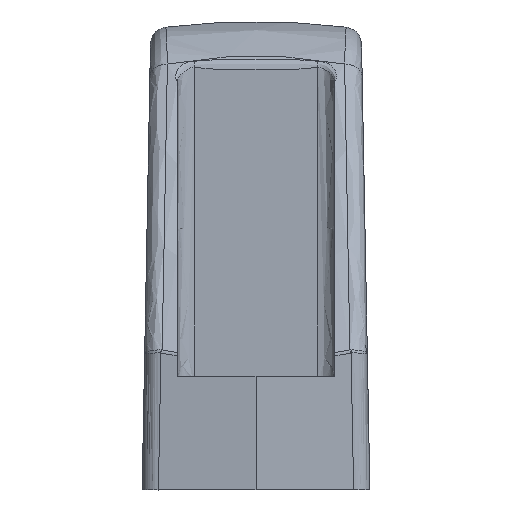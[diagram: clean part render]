
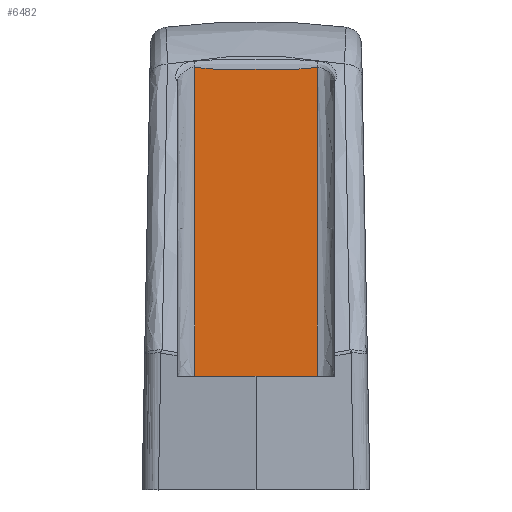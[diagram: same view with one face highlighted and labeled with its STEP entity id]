
A CAD part, left-side view. The second image highlights one B-rep face of the part: STEP entity #6482.
In plain terms, the highlighted free-form (B-spline) face has degree [1, 1] with [2, 2] control points.
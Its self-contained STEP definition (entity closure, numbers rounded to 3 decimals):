
#1520=CARTESIAN_POINT('',(14.518,-7.,48.246));
#1521=VERTEX_POINT('',#1520);
#1759=CARTESIAN_POINT('',(14.518,7.,48.246));
#1760=VERTEX_POINT('',#1759);
#1774=CARTESIAN_POINT('',(14.518,-7.,48.246));
#1775=CARTESIAN_POINT('',(14.518,-6.649,48.246));
#1776=CARTESIAN_POINT('',(14.518,-6.125,48.18));
#1777=CARTESIAN_POINT('',(14.518,-5.687,48.125));
#1778=CARTESIAN_POINT('',(14.518,-5.25,48.069));
#1779=CARTESIAN_POINT('',(14.518,-4.991,48.037));
#1780=CARTESIAN_POINT('',(14.518,-3.5,48.037));
#1781=CARTESIAN_POINT('',(14.518,-1.75,48.037));
#1782=CARTESIAN_POINT('',(14.518,0.,48.037));
#1783=CARTESIAN_POINT('',(14.518,1.75,48.037));
#1784=CARTESIAN_POINT('',(14.518,3.5,48.037));
#1785=CARTESIAN_POINT('',(14.518,4.925,48.037));
#1786=CARTESIAN_POINT('',(14.518,5.25,48.069));
#1787=CARTESIAN_POINT('',(14.518,5.689,48.114));
#1788=CARTESIAN_POINT('',(14.518,6.125,48.18));
#1789=CARTESIAN_POINT('',(14.518,6.56,48.246));
#1790=CARTESIAN_POINT('',(14.518,7.,48.246));
#1791=B_SPLINE_CURVE_WITH_KNOTS('',2,(#1774,#1775,#1776,#1777,#1778,#1779,#1780,#1781,#1782,#1783,#1784,#1785,#1786,#1787,#1788,#1789,#1790),.UNSPECIFIED.,.F.,.U.,(3,2,2,2,2,2,2,2,3),(0.0,0.063,0.125,0.25,0.5,0.75,0.875,0.938,1.0),.UNSPECIFIED.);
#1792=EDGE_CURVE('',#1521,#1760,#1791,.T.);
#5678=CARTESIAN_POINT('',(14.518,7.,13.));
#5679=VERTEX_POINT('',#5678);
#5680=CARTESIAN_POINT('',(14.518,7.,48.246));
#5681=CARTESIAN_POINT('',(14.518,7.,13.));
#5682=QUASI_UNIFORM_CURVE('',1,(#5680,#5681),.UNSPECIFIED.,.F.,.U.);
#5683=EDGE_CURVE('',#1760,#5679,#5682,.T.);
#5731=CARTESIAN_POINT('',(14.518,-7.,13.));
#5732=VERTEX_POINT('',#5731);
#5733=CARTESIAN_POINT('',(14.518,-7.,13.));
#5734=CARTESIAN_POINT('',(14.518,-7.,48.246));
#5735=QUASI_UNIFORM_CURVE('',1,(#5733,#5734),.UNSPECIFIED.,.F.,.U.);
#5736=EDGE_CURVE('',#5732,#1521,#5735,.T.);
#6467=CARTESIAN_POINT('',(14.518,-7.699,11.239));
#6468=CARTESIAN_POINT('',(14.518,-7.699,50.006));
#6469=CARTESIAN_POINT('',(14.518,7.699,11.239));
#6470=CARTESIAN_POINT('',(14.518,7.699,50.006));
#6471=B_SPLINE_SURFACE_WITH_KNOTS('',1,1,((#6467,#6469),(#6468,#6470)),.UNSPECIFIED.,.F.,.F.,.U.,(2,2),(2,2),(0.0,38.767),(0.0,15.399),.UNSPECIFIED.);
#6472=ORIENTED_EDGE('',*,*,#5736,.T.);
#6473=ORIENTED_EDGE('',*,*,#1792,.T.);
#6474=ORIENTED_EDGE('',*,*,#5683,.T.);
#6475=CARTESIAN_POINT('',(14.518,-7.,13.));
#6476=CARTESIAN_POINT('',(14.518,7.,13.));
#6477=QUASI_UNIFORM_CURVE('',1,(#6475,#6476),.UNSPECIFIED.,.F.,.U.);
#6478=EDGE_CURVE('',#5732,#5679,#6477,.T.);
#6479=ORIENTED_EDGE('',*,*,#6478,.F.);
#6480=EDGE_LOOP('',(#6472,#6473,#6474,#6479));
#6481=FACE_OUTER_BOUND('',#6480,.T.);
#6482=ADVANCED_FACE('',(#6481),#6471,.T.);
